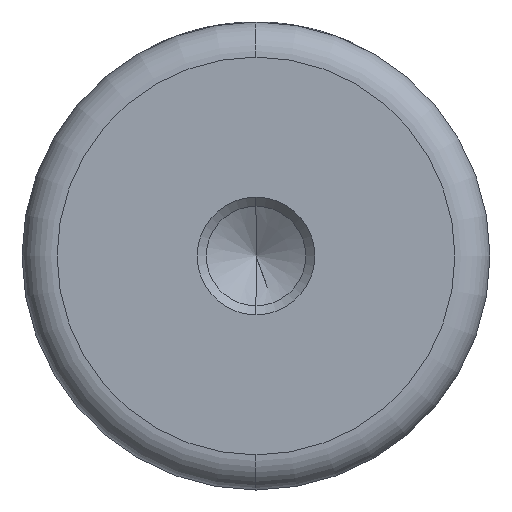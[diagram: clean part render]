
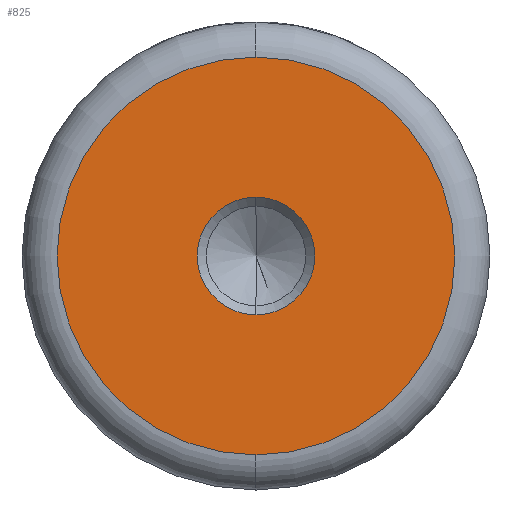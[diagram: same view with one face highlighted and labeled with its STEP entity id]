
A CAD part, left-side view. The second image highlights one B-rep face of the part: STEP entity #825.
In plain terms, the highlighted planar face has unit normal (-1, 0, 0).
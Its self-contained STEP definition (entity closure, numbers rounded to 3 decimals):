
#17 = CIRCLE ( 'NONE', #303, 5.025 ) ;
#20 = DIRECTION ( 'NONE',  ( -1., 0., 0. ) ) ;
#67 = VERTEX_POINT ( 'NONE', #1110 ) ;
#81 = VERTEX_POINT ( 'NONE', #788 ) ;
#132 = CIRCLE ( 'NONE', #1219, 17. ) ;
#157 = EDGE_CURVE ( 'NONE', #666, #855, #17, .T. ) ;
#194 = EDGE_CURVE ( 'NONE', #855, #666, #1419, .T. ) ;
#196 = CARTESIAN_POINT ( 'NONE',  ( 0., 0., 5.025 ) ) ;
#264 = ORIENTED_EDGE ( 'NONE', *, *, #194, .F. ) ;
#303 = AXIS2_PLACEMENT_3D ( 'NONE', #697, #20, #810 ) ;
#315 = CARTESIAN_POINT ( 'NONE',  ( 0., 0., 0. ) ) ;
#342 = CARTESIAN_POINT ( 'NONE',  ( 0., 0., 0. ) ) ;
#347 = ORIENTED_EDGE ( 'NONE', *, *, #890, .T. ) ;
#367 = AXIS2_PLACEMENT_3D ( 'NONE', #1074, #1418, #741 ) ;
#412 = EDGE_CURVE ( 'NONE', #81, #67, #132, .T. ) ;
#428 = DIRECTION ( 'NONE',  ( 0., 0., 1. ) ) ;
#449 = DIRECTION ( 'NONE',  ( 0., 0., 1. ) ) ;
#513 = DIRECTION ( 'NONE',  ( -1., 0., 0. ) ) ;
#651 = AXIS2_PLACEMENT_3D ( 'NONE', #1162, #513, #1275 ) ;
#666 = VERTEX_POINT ( 'NONE', #867 ) ;
#684 = ORIENTED_EDGE ( 'NONE', *, *, #412, .T. ) ;
#696 = CIRCLE ( 'NONE', #701, 17. ) ;
#697 = CARTESIAN_POINT ( 'NONE',  ( 0., 0., 0. ) ) ;
#701 = AXIS2_PLACEMENT_3D ( 'NONE', #342, #1093, #449 ) ;
#741 = DIRECTION ( 'NONE',  ( 0., 0., 1. ) ) ;
#788 = CARTESIAN_POINT ( 'NONE',  ( 0., 0., -17. ) ) ;
#810 = DIRECTION ( 'NONE',  ( 0., 0., 1. ) ) ;
#825 = ADVANCED_FACE ( 'NONE', ( #1022, #956 ), #958, .T. ) ;
#855 = VERTEX_POINT ( 'NONE', #196 ) ;
#867 = CARTESIAN_POINT ( 'NONE',  ( 0., 0., -5.025 ) ) ;
#890 = EDGE_CURVE ( 'NONE', #67, #81, #696, .T. ) ;
#928 = EDGE_LOOP ( 'NONE', ( #264, #1012 ) ) ;
#956 = FACE_OUTER_BOUND ( 'NONE', #1068, .T. ) ;
#958 = PLANE ( 'NONE',  #367 ) ;
#1012 = ORIENTED_EDGE ( 'NONE', *, *, #157, .F. ) ;
#1022 = FACE_BOUND ( 'NONE', #928, .T. ) ;
#1068 = EDGE_LOOP ( 'NONE', ( #347, #684 ) ) ;
#1070 = DIRECTION ( 'NONE',  ( -1., 0., 0. ) ) ;
#1074 = CARTESIAN_POINT ( 'NONE',  ( 0., 0., 0. ) ) ;
#1093 = DIRECTION ( 'NONE',  ( -1., 0., 0. ) ) ;
#1110 = CARTESIAN_POINT ( 'NONE',  ( 0., 0., 17. ) ) ;
#1162 = CARTESIAN_POINT ( 'NONE',  ( 0., 0., 0. ) ) ;
#1219 = AXIS2_PLACEMENT_3D ( 'NONE', #315, #1070, #428 ) ;
#1275 = DIRECTION ( 'NONE',  ( 0., 0., 1. ) ) ;
#1418 = DIRECTION ( 'NONE',  ( -1., 0., 0. ) ) ;
#1419 = CIRCLE ( 'NONE', #651, 5.025 ) ;
